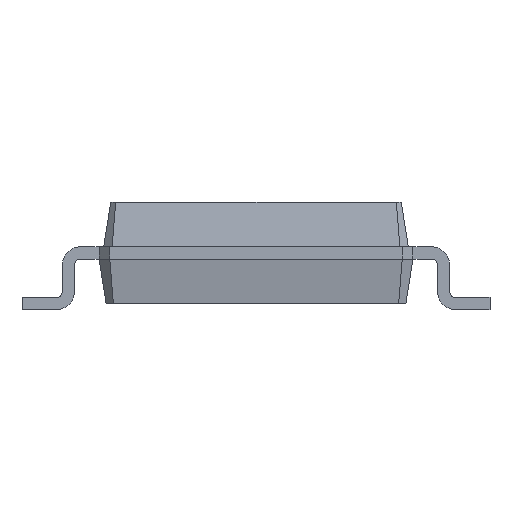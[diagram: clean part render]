
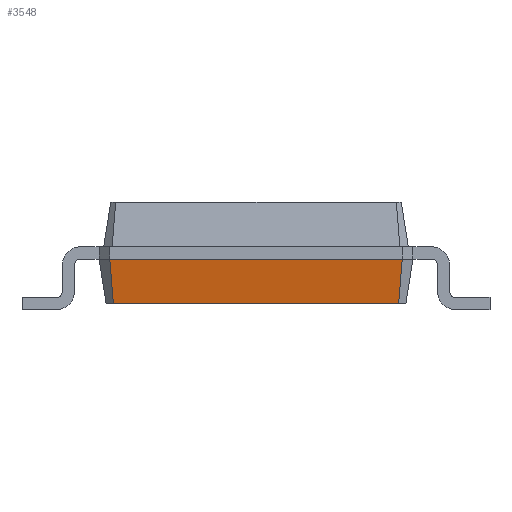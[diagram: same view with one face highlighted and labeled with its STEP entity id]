
A CAD part, front view. The second image highlights one B-rep face of the part: STEP entity #3548.
In plain terms, the highlighted free-form (B-spline) face has degree [1, 1] with [2, 2] control points.
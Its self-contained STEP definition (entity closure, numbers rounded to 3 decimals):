
#799 = PLANE('',#800);
#800 = AXIS2_PLACEMENT_3D('',#801,#802,#803);
#801 = CARTESIAN_POINT('',(-2.323,2.45,0.1));
#802 = DIRECTION('',(0.,0.,1.));
#803 = DIRECTION('',(0.688,-0.726,0.));
#1064 = B_SPLINE_SURFACE_WITH_KNOTS('',1,1,(
    (#1065,#1066)
    ,(#1067,#1068
    )),.UNSPECIFIED.,.F.,.F.,.F.,(2,2),(2,2),(0.,0.247),(
    0.,1.),.PIECEWISE_BEZIER_KNOTS.);
#1065 = CARTESIAN_POINT('',(-2.323,-2.45,0.1));
#1066 = CARTESIAN_POINT('',(-2.38,-2.565,0.825));
#1067 = CARTESIAN_POINT('',(-2.44,-2.333,0.1));
#1068 = CARTESIAN_POINT('',(-2.555,-2.39,0.825));
#1546 = VERTEX_POINT('',#1547);
#1547 = CARTESIAN_POINT('',(2.323,-2.45,0.1));
#1561 = B_SPLINE_SURFACE_WITH_KNOTS('',1,1,(
    (#1562,#1563)
    ,(#1564,#1565
    )),.UNSPECIFIED.,.F.,.F.,.F.,(2,2),(2,2),(0.,0.247),(
    0.,1.),.PIECEWISE_BEZIER_KNOTS.);
#1562 = CARTESIAN_POINT('',(2.44,-2.333,0.1));
#1563 = CARTESIAN_POINT('',(2.555,-2.39,0.825));
#1564 = CARTESIAN_POINT('',(2.323,-2.45,0.1));
#1565 = CARTESIAN_POINT('',(2.38,-2.565,0.825));
#1572 = EDGE_CURVE('',#1546,#1573,#1575,.T.);
#1573 = VERTEX_POINT('',#1574);
#1574 = CARTESIAN_POINT('',(-2.323,-2.45,0.1));
#1575 = SURFACE_CURVE('',#1576,(#1580,#1587),.PCURVE_S1.);
#1576 = LINE('',#1577,#1578);
#1577 = CARTESIAN_POINT('',(2.323,-2.45,0.1));
#1578 = VECTOR('',#1579,1.);
#1579 = DIRECTION('',(-1.,0.,0.));
#1580 = PCURVE('',#799,#1581);
#1581 = DEFINITIONAL_REPRESENTATION('',(#1582),#1586);
#1582 = LINE('',#1583,#1584);
#1583 = CARTESIAN_POINT('',(6.752,0.));
#1584 = VECTOR('',#1585,1.);
#1585 = DIRECTION('',(-0.688,-0.726));
#1586 = ( GEOMETRIC_REPRESENTATION_CONTEXT(2) 
PARAMETRIC_REPRESENTATION_CONTEXT() REPRESENTATION_CONTEXT('2D SPACE',''
  ) );
#1587 = PCURVE('',#1588,#1593);
#1588 = B_SPLINE_SURFACE_WITH_KNOTS('',1,1,(
    (#1589,#1590)
    ,(#1591,#1592
  )),.UNSPECIFIED.,.F.,.F.,.F.,(2,2),(2,2),(0.,4.76),(0.,1.),
  .PIECEWISE_BEZIER_KNOTS.);
#1589 = CARTESIAN_POINT('',(2.323,-2.45,0.1));
#1590 = CARTESIAN_POINT('',(2.38,-2.565,0.825));
#1591 = CARTESIAN_POINT('',(-2.323,-2.45,0.1));
#1592 = CARTESIAN_POINT('',(-2.38,-2.565,0.825));
#1593 = DEFINITIONAL_REPRESENTATION('',(#1594),#1597);
#1594 = B_SPLINE_CURVE_WITH_KNOTS('',1,(#1595,#1596),.UNSPECIFIED.,.F.,
  .F.,(2,2),(0.,4.645),.PIECEWISE_BEZIER_KNOTS.);
#1595 = CARTESIAN_POINT('',(0.,0.));
#1596 = CARTESIAN_POINT('',(4.76,0.));
#1597 = ( GEOMETRIC_REPRESENTATION_CONTEXT(2) 
PARAMETRIC_REPRESENTATION_CONTEXT() REPRESENTATION_CONTEXT('2D SPACE',''
  ) );
#1646 = VERTEX_POINT('',#1647);
#1647 = CARTESIAN_POINT('',(-2.38,-2.565,0.825));
#1673 = EDGE_CURVE('',#1573,#1646,#1674,.T.);
#1674 = SURFACE_CURVE('',#1675,(#1678,#1685),.PCURVE_S1.);
#1675 = B_SPLINE_CURVE_WITH_KNOTS('',1,(#1676,#1677),.UNSPECIFIED.,.F.,
  .F.,(2,2),(0.,1.),.PIECEWISE_BEZIER_KNOTS.);
#1676 = CARTESIAN_POINT('',(-2.323,-2.45,0.1));
#1677 = CARTESIAN_POINT('',(-2.38,-2.565,0.825));
#1678 = PCURVE('',#1064,#1679);
#1679 = DEFINITIONAL_REPRESENTATION('',(#1680),#1684);
#1680 = LINE('',#1681,#1682);
#1681 = CARTESIAN_POINT('',(0.,0.));
#1682 = VECTOR('',#1683,1.);
#1683 = DIRECTION('',(0.,1.));
#1684 = ( GEOMETRIC_REPRESENTATION_CONTEXT(2) 
PARAMETRIC_REPRESENTATION_CONTEXT() REPRESENTATION_CONTEXT('2D SPACE',''
  ) );
#1685 = PCURVE('',#1588,#1686);
#1686 = DEFINITIONAL_REPRESENTATION('',(#1687),#1691);
#1687 = LINE('',#1688,#1689);
#1688 = CARTESIAN_POINT('',(4.76,0.));
#1689 = VECTOR('',#1690,1.);
#1690 = DIRECTION('',(0.,1.));
#1691 = ( GEOMETRIC_REPRESENTATION_CONTEXT(2) 
PARAMETRIC_REPRESENTATION_CONTEXT() REPRESENTATION_CONTEXT('2D SPACE',''
  ) );
#3500 = EDGE_CURVE('',#1546,#3501,#3503,.T.);
#3501 = VERTEX_POINT('',#3502);
#3502 = CARTESIAN_POINT('',(2.38,-2.565,0.825));
#3503 = SURFACE_CURVE('',#3504,(#3507,#3514),.PCURVE_S1.);
#3504 = B_SPLINE_CURVE_WITH_KNOTS('',1,(#3505,#3506),.UNSPECIFIED.,.F.,
  .F.,(2,2),(0.,1.),.PIECEWISE_BEZIER_KNOTS.);
#3505 = CARTESIAN_POINT('',(2.323,-2.45,0.1));
#3506 = CARTESIAN_POINT('',(2.38,-2.565,0.825));
#3507 = PCURVE('',#1561,#3508);
#3508 = DEFINITIONAL_REPRESENTATION('',(#3509),#3513);
#3509 = LINE('',#3510,#3511);
#3510 = CARTESIAN_POINT('',(0.247,0.));
#3511 = VECTOR('',#3512,1.);
#3512 = DIRECTION('',(0.,1.));
#3513 = ( GEOMETRIC_REPRESENTATION_CONTEXT(2) 
PARAMETRIC_REPRESENTATION_CONTEXT() REPRESENTATION_CONTEXT('2D SPACE',''
  ) );
#3514 = PCURVE('',#1588,#3515);
#3515 = DEFINITIONAL_REPRESENTATION('',(#3516),#3520);
#3516 = LINE('',#3517,#3518);
#3517 = CARTESIAN_POINT('',(0.,0.));
#3518 = VECTOR('',#3519,1.);
#3519 = DIRECTION('',(0.,1.));
#3520 = ( GEOMETRIC_REPRESENTATION_CONTEXT(2) 
PARAMETRIC_REPRESENTATION_CONTEXT() REPRESENTATION_CONTEXT('2D SPACE',''
  ) );
#3548 = ADVANCED_FACE('',(#3549),#1588,.F.);
#3549 = FACE_BOUND('',#3550,.F.);
#3550 = EDGE_LOOP('',(#3551,#3552,#3553,#3579));
#3551 = ORIENTED_EDGE('',*,*,#1572,.T.);
#3552 = ORIENTED_EDGE('',*,*,#1673,.T.);
#3553 = ORIENTED_EDGE('',*,*,#3554,.F.);
#3554 = EDGE_CURVE('',#3501,#1646,#3555,.T.);
#3555 = SURFACE_CURVE('',#3556,(#3560,#3567),.PCURVE_S1.);
#3556 = LINE('',#3557,#3558);
#3557 = CARTESIAN_POINT('',(2.38,-2.565,0.825));
#3558 = VECTOR('',#3559,1.);
#3559 = DIRECTION('',(-1.,0.,0.));
#3560 = PCURVE('',#1588,#3561);
#3561 = DEFINITIONAL_REPRESENTATION('',(#3562),#3566);
#3562 = LINE('',#3563,#3564);
#3563 = CARTESIAN_POINT('',(0.,1.));
#3564 = VECTOR('',#3565,1.);
#3565 = DIRECTION('',(1.,0.));
#3566 = ( GEOMETRIC_REPRESENTATION_CONTEXT(2) 
PARAMETRIC_REPRESENTATION_CONTEXT() REPRESENTATION_CONTEXT('2D SPACE',''
  ) );
#3567 = PCURVE('',#3568,#3573);
#3568 = PLANE('',#3569);
#3569 = AXIS2_PLACEMENT_3D('',#3570,#3571,#3572);
#3570 = CARTESIAN_POINT('',(2.38,-2.565,1.025));
#3571 = DIRECTION('',(0.,1.,0.));
#3572 = DIRECTION('',(-1.,0.,0.));
#3573 = DEFINITIONAL_REPRESENTATION('',(#3574),#3578);
#3574 = LINE('',#3575,#3576);
#3575 = CARTESIAN_POINT('',(0.,-0.2));
#3576 = VECTOR('',#3577,1.);
#3577 = DIRECTION('',(1.,0.));
#3578 = ( GEOMETRIC_REPRESENTATION_CONTEXT(2) 
PARAMETRIC_REPRESENTATION_CONTEXT() REPRESENTATION_CONTEXT('2D SPACE',''
  ) );
#3579 = ORIENTED_EDGE('',*,*,#3500,.F.);
